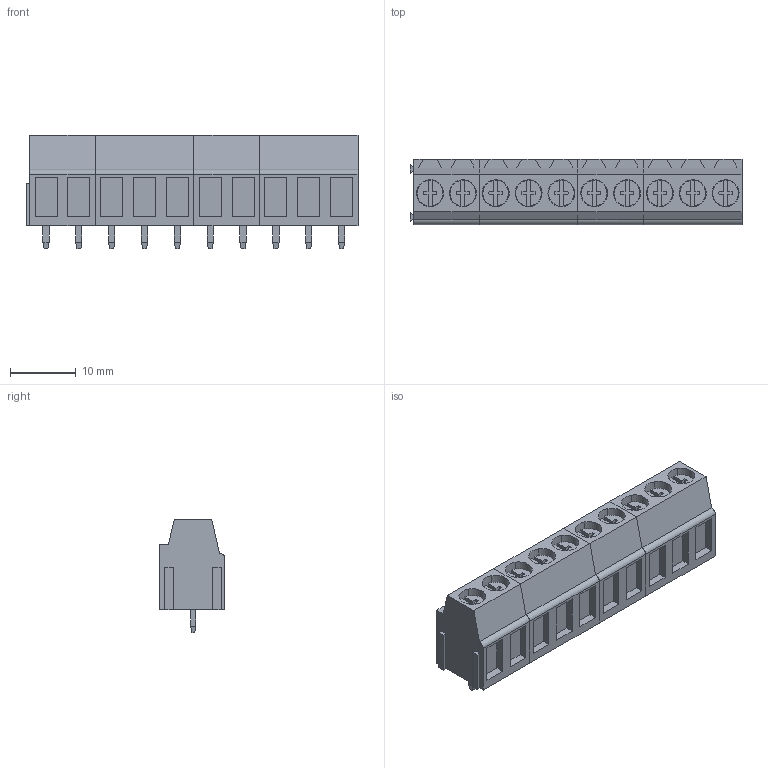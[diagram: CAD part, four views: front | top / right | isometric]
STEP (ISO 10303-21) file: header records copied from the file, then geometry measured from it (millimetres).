
FILE_DESCRIPTION(('CATIA V5 STEP Exchange','CAx-IF Rec.Pracs.--- Model Styling and Organization---1.2---2011-12-15'),'2;1');
FILE_NAME ('D1457414_0_1845360000_1845360000.stp','2018-03-30T14:32:07+00:00',('none'),('Weidmueller'),'CATIA Version 5-6 Release 2014','CATIA V5 STEP AP214','none');
FILE_SCHEMA(('AUTOMOTIVE_DESIGN { 1 0 10303 214 1 1 1 1 }'));
Length unit declared in the file: millimetre
Products named in the file (1): 1845360000
Bounding box: 50.55 x 10 x 17.3 mm (x, y, z)
Volume: 4915.9 mm3; surface area: 6017.5 mm2
Topology: 24 solids, 24 shells, 868 faces, 2330 edges, 1540 vertices
Faces by surface type: plane 724, cylinder 144
Entity records: 26834 total; most frequent: CARTESIAN_POINT 5416, ORIENTED_EDGE 4660, DIRECTION 3894, EDGE_CURVE 2330, VECTOR 1902, LINE 1902, VERTEX_POINT 1540, AXIS2_PLACEMENT_3D 1124
